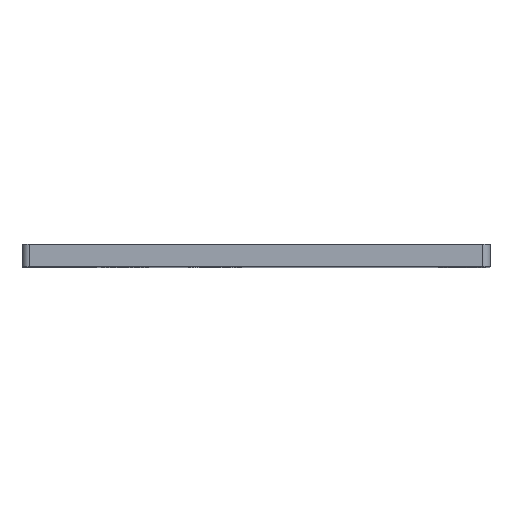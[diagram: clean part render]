
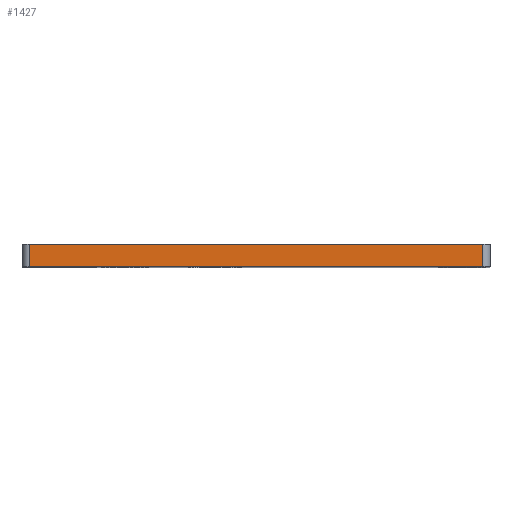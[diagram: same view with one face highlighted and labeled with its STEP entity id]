
A CAD part, top view. The second image highlights one B-rep face of the part: STEP entity #1427.
In plain terms, the highlighted planar face has unit normal (0, 0, 1).
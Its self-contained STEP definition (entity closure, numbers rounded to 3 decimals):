
#122 = CARTESIAN_POINT ( 'NONE',  ( 1., 0., 0. ) ) ;
#256 = VERTEX_POINT ( 'NONE', #3985 ) ;
#380 = VECTOR ( 'NONE', #4434, 1000. ) ;
#470 = CARTESIAN_POINT ( 'NONE',  ( 1., -3., 0. ) ) ;
#475 = AXIS2_PLACEMENT_3D ( 'NONE', #470, #3693, #3992 ) ;
#497 = VERTEX_POINT ( 'NONE', #1108 ) ;
#533 = DIRECTION ( 'NONE',  ( 1., 0., 0. ) ) ;
#672 = LINE ( 'NONE', #5532, #1331 ) ;
#840 = EDGE_LOOP ( 'NONE', ( #4501, #5825, #1970, #5568 ) ) ;
#1108 = CARTESIAN_POINT ( 'NONE',  ( 62.5, 0., 0. ) ) ;
#1331 = VECTOR ( 'NONE', #533, 1000. ) ;
#1423 = EDGE_CURVE ( 'NONE', #4428, #497, #672, .T. ) ;
#1427 = ADVANCED_FACE ( 'NONE', ( #3396 ), #2759, .T. ) ;
#1435 = CARTESIAN_POINT ( 'NONE',  ( 62.5, -3., 0. ) ) ;
#1454 = VECTOR ( 'NONE', #4128, 1000. ) ;
#1532 = LINE ( 'NONE', #3499, #380 ) ;
#1552 = VECTOR ( 'NONE', #4912, 1000. ) ;
#1970 = ORIENTED_EDGE ( 'NONE', *, *, #2681, .T. ) ;
#2101 = CARTESIAN_POINT ( 'NONE',  ( 1., -3., 0. ) ) ;
#2257 = LINE ( 'NONE', #2101, #1552 ) ;
#2681 = EDGE_CURVE ( 'NONE', #256, #2954, #2257, .T. ) ;
#2759 = PLANE ( 'NONE',  #475 ) ;
#2936 = EDGE_CURVE ( 'NONE', #256, #4428, #4982, .T. ) ;
#2954 = VERTEX_POINT ( 'NONE', #1435 ) ;
#3396 = FACE_OUTER_BOUND ( 'NONE', #840, .T. ) ;
#3499 = CARTESIAN_POINT ( 'NONE',  ( 62.5, -3., 0. ) ) ;
#3693 = DIRECTION ( 'NONE',  ( 0., 0., 1. ) ) ;
#3768 = EDGE_CURVE ( 'NONE', #2954, #497, #1532, .T. ) ;
#3985 = CARTESIAN_POINT ( 'NONE',  ( 1., -3., 0. ) ) ;
#3992 = DIRECTION ( 'NONE',  ( 1., 0., 0. ) ) ;
#4128 = DIRECTION ( 'NONE',  ( 0., 1., 0. ) ) ;
#4181 = CARTESIAN_POINT ( 'NONE',  ( 1., -3., 0. ) ) ;
#4428 = VERTEX_POINT ( 'NONE', #122 ) ;
#4434 = DIRECTION ( 'NONE',  ( 0., 1., 0. ) ) ;
#4501 = ORIENTED_EDGE ( 'NONE', *, *, #1423, .F. ) ;
#4912 = DIRECTION ( 'NONE',  ( 1., 0., 0. ) ) ;
#4982 = LINE ( 'NONE', #4181, #1454 ) ;
#5532 = CARTESIAN_POINT ( 'NONE',  ( 1., 0., 0. ) ) ;
#5568 = ORIENTED_EDGE ( 'NONE', *, *, #3768, .T. ) ;
#5825 = ORIENTED_EDGE ( 'NONE', *, *, #2936, .F. ) ;
